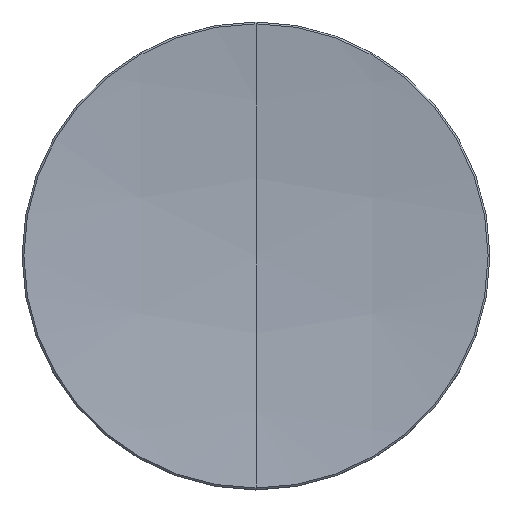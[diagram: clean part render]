
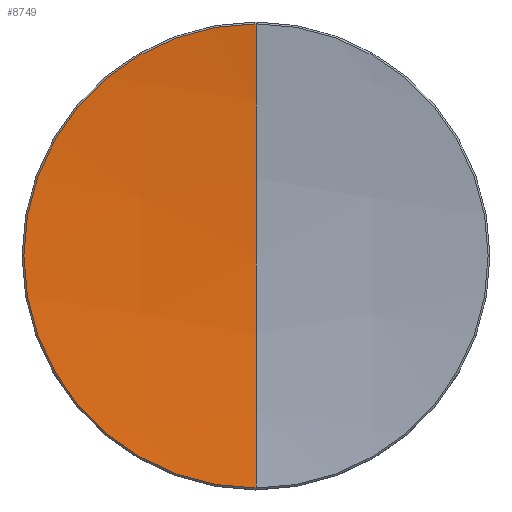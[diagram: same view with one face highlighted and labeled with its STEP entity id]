
A CAD part, top view. The second image highlights one B-rep face of the part: STEP entity #8749.
In plain terms, the highlighted spherical face has radius 200 mm.
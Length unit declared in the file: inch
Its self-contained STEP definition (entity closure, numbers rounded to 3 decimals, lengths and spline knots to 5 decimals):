
#8732 = EDGE_CURVE ( 'NONE', #8764, #8830, #12532, .T. ) ;
#8744 = EDGE_CURVE ( 'NONE', #8830, #8837, #12888, .T. ) ;
#8745 = ORIENTED_EDGE ( 'NONE', *, *, #8825, .T. ) ;
#8747 = ORIENTED_EDGE ( 'NONE', *, *, #8732, .T. ) ;
#8749 = ADVANCED_FACE ( 'NONE', ( #12861 ), #12819, .F. ) ;
#8750 = ORIENTED_EDGE ( 'NONE', *, *, #8744, .T. ) ;
#8764 = VERTEX_POINT ( 'NONE', #12769 ) ;
#8772 = EDGE_CURVE ( 'NONE', #8764, #8781, #12757, .T. ) ;
#8777 = ORIENTED_EDGE ( 'NONE', *, *, #8772, .F. ) ;
#8781 = VERTEX_POINT ( 'NONE', #24184 ) ;
#8825 = EDGE_CURVE ( 'NONE', #8837, #8781, #13128, .T. ) ;
#8830 = VERTEX_POINT ( 'NONE', #13069 ) ;
#8837 = VERTEX_POINT ( 'NONE', #13134 ) ;
#8838 = EDGE_LOOP ( 'NONE', ( #8747, #8750, #8745, #8777 ) ) ;
#12528 = DIRECTION ( 'NONE',  ( 1., 0., 0. ) ) ;
#12529 = DIRECTION ( 'NONE',  ( 0., 0., 1. ) ) ;
#12530 = CARTESIAN_POINT ( 'NONE',  ( 0., 0., 0.23993 ) ) ;
#12531 = AXIS2_PLACEMENT_3D ( 'NONE', #12530, #12529, #12528 ) ;
#12532 = CIRCLE ( 'NONE', #12531, 0.99219 ) ;
#12718 = DIRECTION ( 'NONE',  ( 0., 1., 0. ) ) ;
#12719 = DIRECTION ( 'NONE',  ( 1., 0., 0. ) ) ;
#12720 = CARTESIAN_POINT ( 'NONE',  ( 0., 0., 8.05118 ) ) ;
#12734 = CARTESIAN_POINT ( 'NONE',  ( 0., 0., 0.23993 ) ) ;
#12743 = DIRECTION ( 'NONE',  ( 0., 0., 1. ) ) ;
#12744 = DIRECTION ( 'NONE',  ( -1., 0., 0. ) ) ;
#12745 = AXIS2_PLACEMENT_3D ( 'NONE', #12760, #12744, #12743 ) ;
#12757 = CIRCLE ( 'NONE', #12745, 7.87402 ) ;
#12760 = CARTESIAN_POINT ( 'NONE',  ( 0., 0., 8.05118 ) ) ;
#12769 = CARTESIAN_POINT ( 'NONE',  ( 0., 0.99219, 0.23993 ) ) ;
#12818 = AXIS2_PLACEMENT_3D ( 'NONE', #12720, #12719, #12718 ) ;
#12819 = SPHERICAL_SURFACE ( 'NONE', #12818, 7.87402 ) ;
#12861 = FACE_OUTER_BOUND ( 'NONE', #8838, .T. ) ;
#12885 = DIRECTION ( 'NONE',  ( 1., 0., 0. ) ) ;
#12886 = DIRECTION ( 'NONE',  ( 0., 0., 1. ) ) ;
#12887 = AXIS2_PLACEMENT_3D ( 'NONE', #12734, #12886, #12885 ) ;
#12888 = CIRCLE ( 'NONE', #12887, 0.99219 ) ;
#13051 = DIRECTION ( 'NONE',  ( 0., 1., 0. ) ) ;
#13052 = AXIS2_PLACEMENT_3D ( 'NONE', #13073, #13130, #13051 ) ;
#13069 = CARTESIAN_POINT ( 'NONE',  ( -0.99219, 0., 0.23993 ) ) ;
#13073 = CARTESIAN_POINT ( 'NONE',  ( 0., 0., 8.05118 ) ) ;
#13128 = CIRCLE ( 'NONE', #13052, 7.87402 ) ;
#13130 = DIRECTION ( 'NONE',  ( 1., 0., 0. ) ) ;
#13134 = CARTESIAN_POINT ( 'NONE',  ( 0., -0.99219, 0.23993 ) ) ;
#24184 = CARTESIAN_POINT ( 'NONE',  ( 0., 0., 0.17717 ) ) ;
